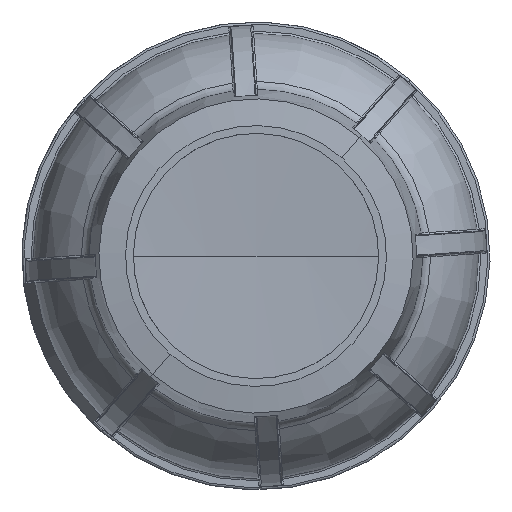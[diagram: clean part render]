
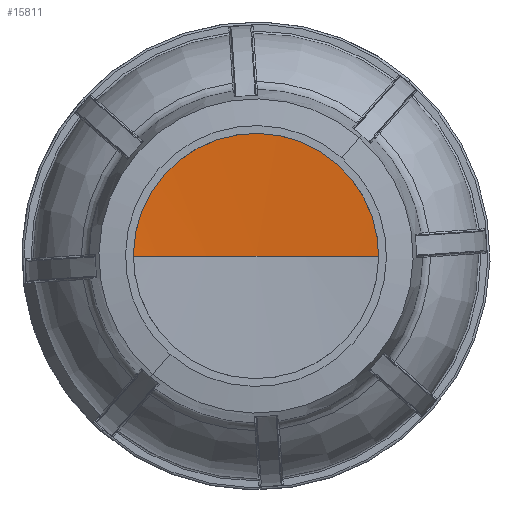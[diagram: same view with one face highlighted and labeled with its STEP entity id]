
A CAD part, left-side view. The second image highlights one B-rep face of the part: STEP entity #15811.
In plain terms, the highlighted spherical face has radius 250.4 mm.
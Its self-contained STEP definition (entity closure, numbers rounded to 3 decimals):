
#3171 = AXIS2_PLACEMENT_3D ( 'NONE', #4529, #4530, #4531 ) ;
#3262 = CIRCLE ( 'NONE', #3286, 19.613 ) ;
#3272 = CIRCLE ( 'NONE', #3285, 250.4 ) ;
#3280 = CIRCLE ( 'NONE', #3281, 19.613 ) ;
#3281 = AXIS2_PLACEMENT_3D ( 'NONE', #4923, #4924, #4925 ) ;
#3282 = CIRCLE ( 'NONE', #3283, 250.4 ) ;
#3283 = AXIS2_PLACEMENT_3D ( 'NONE', #4926, #4927, #4928 ) ;
#3285 = AXIS2_PLACEMENT_3D ( 'NONE', #4929, #4930, #4931 ) ;
#3286 = AXIS2_PLACEMENT_3D ( 'NONE', #4932, #4933, #4934 ) ;
#4529 = CARTESIAN_POINT ( 'NONE',  ( -249.6, -108.653, 0. ) ) ;
#4530 = DIRECTION ( 'NONE',  ( 0., 0., 1. ) ) ;
#4531 = DIRECTION ( 'NONE',  ( 0., -1., 0. ) ) ;
#4923 = CARTESIAN_POINT ( 'NONE',  ( 0.031, -108.653, 0. ) ) ;
#4924 = DIRECTION ( 'NONE',  ( 1., 0., 0. ) ) ;
#4925 = DIRECTION ( 'NONE',  ( 0., 0., -1. ) ) ;
#4926 = CARTESIAN_POINT ( 'NONE',  ( -249.6, -108.653, 0. ) ) ;
#4927 = DIRECTION ( 'NONE',  ( 0., 0., 1. ) ) ;
#4928 = DIRECTION ( 'NONE',  ( 1., 0., 0. ) ) ;
#4929 = CARTESIAN_POINT ( 'NONE',  ( -249.6, -108.653, 0. ) ) ;
#4930 = DIRECTION ( 'NONE',  ( 0., 0., -1. ) ) ;
#4931 = DIRECTION ( 'NONE',  ( -1., 0., 0. ) ) ;
#4932 = CARTESIAN_POINT ( 'NONE',  ( 0.031, -108.653, 0. ) ) ;
#4933 = DIRECTION ( 'NONE',  ( 1., 0., 0. ) ) ;
#4934 = DIRECTION ( 'NONE',  ( 0., 0., -1. ) ) ;
#15811 = ADVANCED_FACE ( 'NONE', ( #30197 ), #30199, .T. ) ;
#15890 = EDGE_CURVE ( 'NONE', #25428, #25522, #3280, .T. ) ;
#15891 = EDGE_CURVE ( 'NONE', #25774, #25428, #3282, .T. ) ;
#15892 = EDGE_CURVE ( 'NONE', #25774, #25787, #3272, .T. ) ;
#15893 = EDGE_CURVE ( 'NONE', #25522, #25787, #3262, .T. ) ;
#25239 = EDGE_LOOP ( 'NONE', ( #26407, #26410, #26408, #26411 ) ) ;
#25428 = VERTEX_POINT ( 'NONE', #35901 ) ;
#25522 = VERTEX_POINT ( 'NONE', #35995 ) ;
#25774 = VERTEX_POINT ( 'NONE', #36247 ) ;
#25787 = VERTEX_POINT ( 'NONE', #36260 ) ;
#26407 = ORIENTED_EDGE ( 'NONE', *, *, #15892, .F. ) ;
#26408 = ORIENTED_EDGE ( 'NONE', *, *, #15890, .T. ) ;
#26410 = ORIENTED_EDGE ( 'NONE', *, *, #15891, .T. ) ;
#26411 = ORIENTED_EDGE ( 'NONE', *, *, #15893, .T. ) ;
#30197 = FACE_OUTER_BOUND ( 'NONE', #25239, .T. ) ;
#30199 = SPHERICAL_SURFACE ( 'NONE', #3171, 250.4 ) ;
#35901 = CARTESIAN_POINT ( 'NONE',  ( 0.031, -89.041, 0. ) ) ;
#35995 = CARTESIAN_POINT ( 'NONE',  ( 0.031, -108.653, 19.613 ) ) ;
#36247 = CARTESIAN_POINT ( 'NONE',  ( 0.8, -108.653, 0. ) ) ;
#36260 = CARTESIAN_POINT ( 'NONE',  ( 0.031, -128.266, 0. ) ) ;
